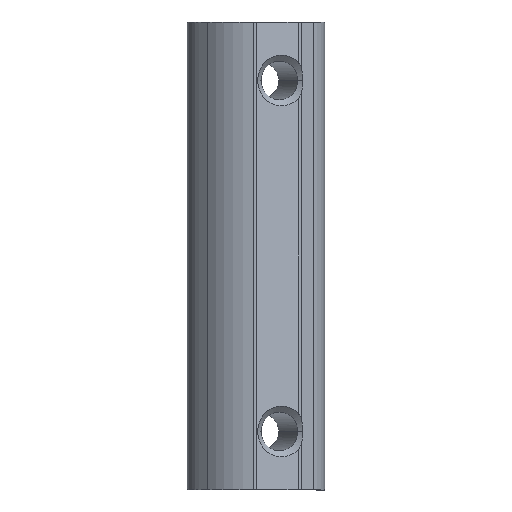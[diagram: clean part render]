
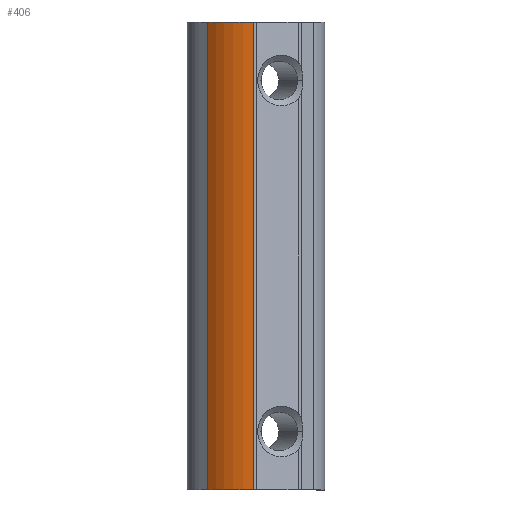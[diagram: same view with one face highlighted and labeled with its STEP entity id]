
A CAD part, front view. The second image highlights one B-rep face of the part: STEP entity #406.
In plain terms, the highlighted cylindrical face has radius 8.85 mm (diameter 17.7 mm), a partial arc.
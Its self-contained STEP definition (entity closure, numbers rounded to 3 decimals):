
#19 = LINE ( 'NONE', #710, #676 ) ;
#111 = AXIS2_PLACEMENT_3D ( 'NONE', #416, #383, #1022 ) ;
#189 = DIRECTION ( 'NONE',  ( 0., 0., 1. ) ) ;
#190 = CARTESIAN_POINT ( 'NONE',  ( -6.258, -6.258, -30. ) ) ;
#192 = VERTEX_POINT ( 'NONE', #532 ) ;
#203 = VERTEX_POINT ( 'NONE', #722 ) ;
#218 = EDGE_CURVE ( 'NONE', #203, #226, #964, .T. ) ;
#226 = VERTEX_POINT ( 'NONE', #718 ) ;
#369 = EDGE_CURVE ( 'NONE', #1111, #203, #553, .T. ) ;
#383 = DIRECTION ( 'NONE',  ( 0., 0., 1. ) ) ;
#403 = AXIS2_PLACEMENT_3D ( 'NONE', #927, #678, #429 ) ;
#406 = ADVANCED_FACE ( 'NONE', ( #779 ), #1130, .T. ) ;
#416 = CARTESIAN_POINT ( 'NONE',  ( 0., 0., -30. ) ) ;
#429 = DIRECTION ( 'NONE',  ( 1., 0., 0. ) ) ;
#532 = CARTESIAN_POINT ( 'NONE',  ( -6.258, -6.258, 30. ) ) ;
#553 = CIRCLE ( 'NONE', #111, 8.85 ) ;
#560 = ORIENTED_EDGE ( 'NONE', *, *, #369, .T. ) ;
#596 = EDGE_CURVE ( 'NONE', #1111, #192, #19, .T. ) ;
#606 = VECTOR ( 'NONE', #189, 1000. ) ;
#629 = DIRECTION ( 'NONE',  ( 0., 0., 1. ) ) ;
#676 = VECTOR ( 'NONE', #629, 1000. ) ;
#678 = DIRECTION ( 'NONE',  ( 0., 0., 1. ) ) ;
#698 = CARTESIAN_POINT ( 'NONE',  ( 0., 0., -30. ) ) ;
#710 = CARTESIAN_POINT ( 'NONE',  ( -6.258, -6.258, -30. ) ) ;
#718 = CARTESIAN_POINT ( 'NONE',  ( -0.393, -8.841, 30. ) ) ;
#722 = CARTESIAN_POINT ( 'NONE',  ( -0.393, -8.841, -30. ) ) ;
#779 = FACE_OUTER_BOUND ( 'NONE', #843, .T. ) ;
#785 = ORIENTED_EDGE ( 'NONE', *, *, #1072, .F. ) ;
#795 = CARTESIAN_POINT ( 'NONE',  ( -0.393, -8.841, -30. ) ) ;
#835 = AXIS2_PLACEMENT_3D ( 'NONE', #698, #1125, #954 ) ;
#843 = EDGE_LOOP ( 'NONE', ( #785, #926, #560, #972 ) ) ;
#926 = ORIENTED_EDGE ( 'NONE', *, *, #596, .F. ) ;
#927 = CARTESIAN_POINT ( 'NONE',  ( 0., 0., 30. ) ) ;
#954 = DIRECTION ( 'NONE',  ( 1., 0., 0. ) ) ;
#964 = LINE ( 'NONE', #795, #606 ) ;
#972 = ORIENTED_EDGE ( 'NONE', *, *, #218, .T. ) ;
#1022 = DIRECTION ( 'NONE',  ( 1., 0., 0. ) ) ;
#1072 = EDGE_CURVE ( 'NONE', #192, #226, #1092, .T. ) ;
#1092 = CIRCLE ( 'NONE', #403, 8.85 ) ;
#1111 = VERTEX_POINT ( 'NONE', #190 ) ;
#1125 = DIRECTION ( 'NONE',  ( 0., 0., 1. ) ) ;
#1130 = CYLINDRICAL_SURFACE ( 'NONE', #835, 8.85 ) ;
